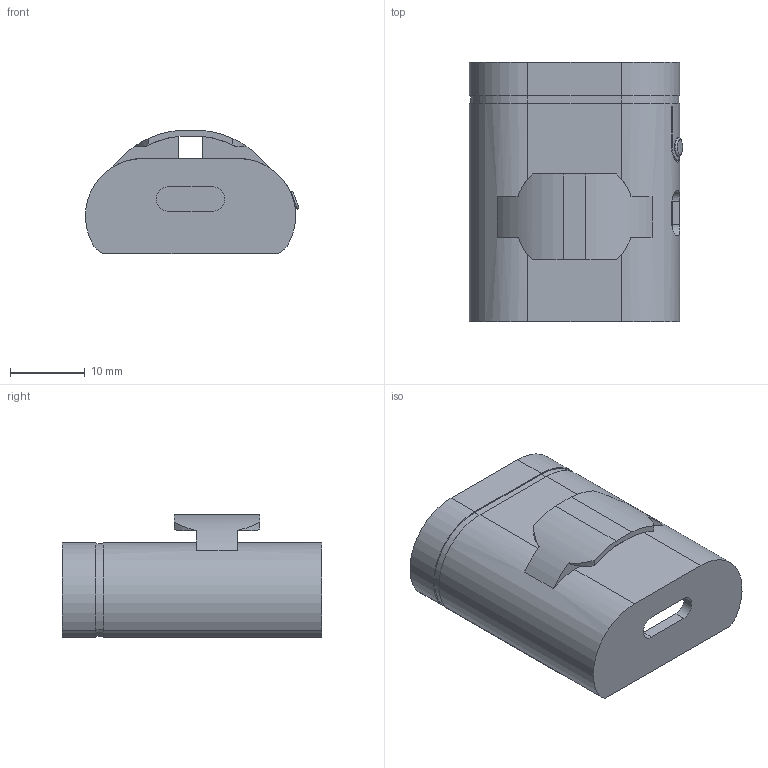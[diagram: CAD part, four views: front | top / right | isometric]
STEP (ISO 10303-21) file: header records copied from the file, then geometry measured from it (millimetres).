
FILE_DESCRIPTION(/* description */ (''),/* implementation_level */ '2;1');
FILE_NAME(/* name */ '',/* time_stamp */ '2023-04-05T17:12:54+08:00',/* author */ (''),/* organization */ (''),/* preprocessor_version */ 'ST-DEVELOPER v19.2',/* originating_system */ 'Autodesk Translation Framework v12.4.0.73',/* authorisation */ '');
FILE_SCHEMA (('AUTOMOTIVE_DESIGN { 1 0 10303 214 3 1 1 }'));
Length unit declared in the file: millimetre
Products named in the file (1): 顶盖
Bounding box: 28.6 x 34.8 x 16.54 mm (x, y, z)
Volume: 2648.4 mm3; surface area: 4827.6 mm2
Topology: 2 solids, 2 shells, 353 faces, 979 edges, 642 vertices
Faces by surface type: bspline 198, plane 94, cylinder 60, torus 1
Full cylindrical faces by diameter (mm): 1.271 x4, 1.668 x2, 2 x2, 2.5 x1, 3 x2
Entity records: 16193 total; most frequent: CARTESIAN_POINT 8536, ORIENTED_EDGE 1958, EDGE_CURVE 979, DIRECTION 918, VERTEX_POINT 642, B_SPLINE_CURVE_WITH_KNOTS 461, LINE 430, VECTOR 430
